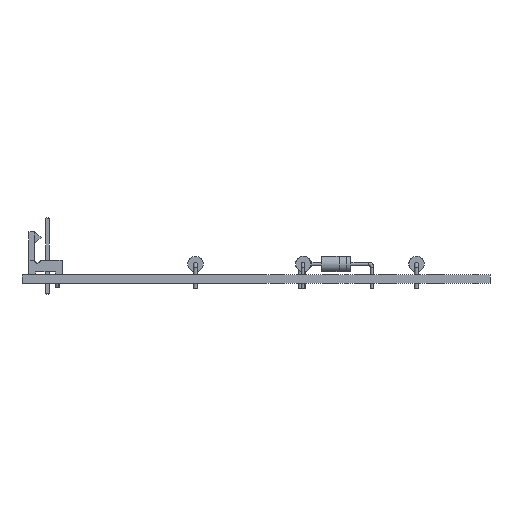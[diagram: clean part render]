
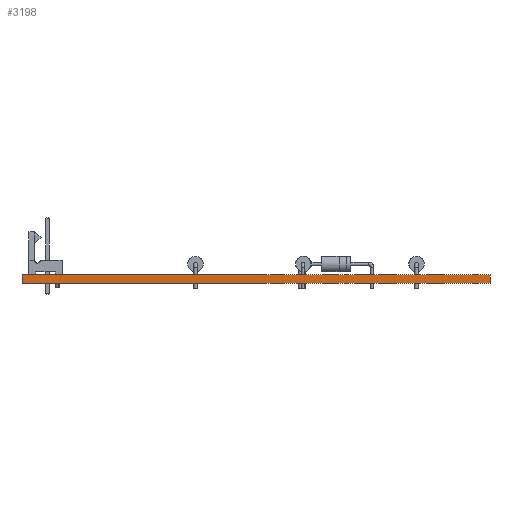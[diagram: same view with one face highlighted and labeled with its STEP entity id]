
A CAD part, front view. The second image highlights one B-rep face of the part: STEP entity #3198.
In plain terms, the highlighted planar face has unit normal (0, -1, 0).
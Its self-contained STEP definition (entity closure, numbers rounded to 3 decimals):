
#3198 = ADVANCED_FACE('',(#3199),#3233,.T.);
#3199 = FACE_BOUND('',#3200,.T.);
#3200 = EDGE_LOOP('',(#3201,#3211,#3219,#3227));
#3201 = ORIENTED_EDGE('',*,*,#3202,.T.);
#3202 = EDGE_CURVE('',#3203,#3205,#3207,.T.);
#3203 = VERTEX_POINT('',#3204);
#3204 = CARTESIAN_POINT('',(172.45,-158.,0.));
#3205 = VERTEX_POINT('',#3206);
#3206 = CARTESIAN_POINT('',(172.45,-158.,1.51));
#3207 = LINE('',#3208,#3209);
#3208 = CARTESIAN_POINT('',(172.45,-158.,0.));
#3209 = VECTOR('',#3210,1.);
#3210 = DIRECTION('',(0.,0.,1.));
#3211 = ORIENTED_EDGE('',*,*,#3212,.T.);
#3212 = EDGE_CURVE('',#3205,#3213,#3215,.T.);
#3213 = VERTEX_POINT('',#3214);
#3214 = CARTESIAN_POINT('',(89.89,-158.,1.51));
#3215 = LINE('',#3216,#3217);
#3216 = CARTESIAN_POINT('',(172.45,-158.,1.51));
#3217 = VECTOR('',#3218,1.);
#3218 = DIRECTION('',(-1.,0.,0.));
#3219 = ORIENTED_EDGE('',*,*,#3220,.F.);
#3220 = EDGE_CURVE('',#3221,#3213,#3223,.T.);
#3221 = VERTEX_POINT('',#3222);
#3222 = CARTESIAN_POINT('',(89.89,-158.,0.));
#3223 = LINE('',#3224,#3225);
#3224 = CARTESIAN_POINT('',(89.89,-158.,0.));
#3225 = VECTOR('',#3226,1.);
#3226 = DIRECTION('',(0.,0.,1.));
#3227 = ORIENTED_EDGE('',*,*,#3228,.F.);
#3228 = EDGE_CURVE('',#3203,#3221,#3229,.T.);
#3229 = LINE('',#3230,#3231);
#3230 = CARTESIAN_POINT('',(172.45,-158.,0.));
#3231 = VECTOR('',#3232,1.);
#3232 = DIRECTION('',(-1.,0.,0.));
#3233 = PLANE('',#3234);
#3234 = AXIS2_PLACEMENT_3D('',#3235,#3236,#3237);
#3235 = CARTESIAN_POINT('',(172.45,-158.,0.));
#3236 = DIRECTION('',(0.,-1.,0.));
#3237 = DIRECTION('',(-1.,0.,0.));
